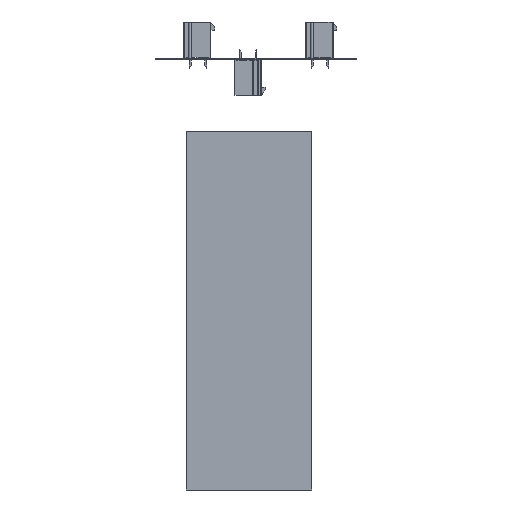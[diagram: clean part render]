
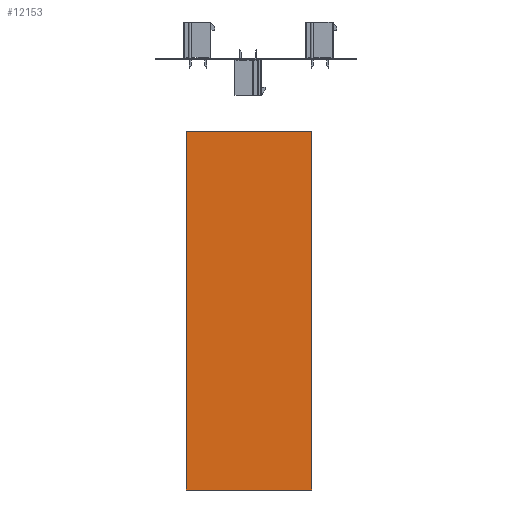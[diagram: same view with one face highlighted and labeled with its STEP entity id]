
A CAD part, left-side view. The second image highlights one B-rep face of the part: STEP entity #12153.
In plain terms, the highlighted planar face has unit normal (-1, 0, 0).
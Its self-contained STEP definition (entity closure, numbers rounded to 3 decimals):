
#12153 = ADVANCED_FACE('',(#12154),#12168,.T.);
#12154 = FACE_BOUND('',#12155,.T.);
#12155 = EDGE_LOOP('',(#12156,#12191,#12219,#12247));
#12156 = ORIENTED_EDGE('',*,*,#12157,.T.);
#12157 = EDGE_CURVE('',#12158,#12160,#12162,.T.);
#12158 = VERTEX_POINT('',#12159);
#12159 = CARTESIAN_POINT('',(-7.938,-22.225,0.));
#12160 = VERTEX_POINT('',#12161);
#12161 = CARTESIAN_POINT('',(-7.938,-22.225,127.));
#12162 = SURFACE_CURVE('',#12163,(#12167,#12179),.PCURVE_S1.);
#12163 = LINE('',#12164,#12165);
#12164 = CARTESIAN_POINT('',(-7.938,-22.225,0.));
#12165 = VECTOR('',#12166,1.);
#12166 = DIRECTION('',(0.,0.,1.));
#12167 = PCURVE('',#12168,#12173);
#12168 = PLANE('',#12169);
#12169 = AXIS2_PLACEMENT_3D('',#12170,#12171,#12172);
#12170 = CARTESIAN_POINT('',(-7.938,-22.225,0.));
#12171 = DIRECTION('',(-1.,0.,0.));
#12172 = DIRECTION('',(0.,1.,0.));
#12173 = DEFINITIONAL_REPRESENTATION('',(#12174),#12178);
#12174 = LINE('',#12175,#12176);
#12175 = CARTESIAN_POINT('',(0.,0.));
#12176 = VECTOR('',#12177,1.);
#12177 = DIRECTION('',(0.,-1.));
#12178 = ( GEOMETRIC_REPRESENTATION_CONTEXT(2) 
PARAMETRIC_REPRESENTATION_CONTEXT() REPRESENTATION_CONTEXT('2D SPACE',''
  ) );
#12179 = PCURVE('',#12180,#12185);
#12180 = PLANE('',#12181);
#12181 = AXIS2_PLACEMENT_3D('',#12182,#12183,#12184);
#12182 = CARTESIAN_POINT('',(7.938,-22.225,0.));
#12183 = DIRECTION('',(0.,-1.,0.));
#12184 = DIRECTION('',(-1.,0.,0.));
#12185 = DEFINITIONAL_REPRESENTATION('',(#12186),#12190);
#12186 = LINE('',#12187,#12188);
#12187 = CARTESIAN_POINT('',(15.875,0.));
#12188 = VECTOR('',#12189,1.);
#12189 = DIRECTION('',(0.,-1.));
#12190 = ( GEOMETRIC_REPRESENTATION_CONTEXT(2) 
PARAMETRIC_REPRESENTATION_CONTEXT() REPRESENTATION_CONTEXT('2D SPACE',''
  ) );
#12191 = ORIENTED_EDGE('',*,*,#12192,.T.);
#12192 = EDGE_CURVE('',#12160,#12193,#12195,.T.);
#12193 = VERTEX_POINT('',#12194);
#12194 = CARTESIAN_POINT('',(-7.938,22.225,127.));
#12195 = SURFACE_CURVE('',#12196,(#12200,#12207),.PCURVE_S1.);
#12196 = LINE('',#12197,#12198);
#12197 = CARTESIAN_POINT('',(-7.938,-22.225,127.));
#12198 = VECTOR('',#12199,1.);
#12199 = DIRECTION('',(0.,1.,0.));
#12200 = PCURVE('',#12168,#12201);
#12201 = DEFINITIONAL_REPRESENTATION('',(#12202),#12206);
#12202 = LINE('',#12203,#12204);
#12203 = CARTESIAN_POINT('',(0.,-127.));
#12204 = VECTOR('',#12205,1.);
#12205 = DIRECTION('',(1.,0.));
#12206 = ( GEOMETRIC_REPRESENTATION_CONTEXT(2) 
PARAMETRIC_REPRESENTATION_CONTEXT() REPRESENTATION_CONTEXT('2D SPACE',''
  ) );
#12207 = PCURVE('',#12208,#12213);
#12208 = PLANE('',#12209);
#12209 = AXIS2_PLACEMENT_3D('',#12210,#12211,#12212);
#12210 = CARTESIAN_POINT('',(-7.938,-22.225,127.));
#12211 = DIRECTION('',(0.,0.,1.));
#12212 = DIRECTION('',(1.,0.,0.));
#12213 = DEFINITIONAL_REPRESENTATION('',(#12214),#12218);
#12214 = LINE('',#12215,#12216);
#12215 = CARTESIAN_POINT('',(0.,0.));
#12216 = VECTOR('',#12217,1.);
#12217 = DIRECTION('',(0.,1.));
#12218 = ( GEOMETRIC_REPRESENTATION_CONTEXT(2) 
PARAMETRIC_REPRESENTATION_CONTEXT() REPRESENTATION_CONTEXT('2D SPACE',''
  ) );
#12219 = ORIENTED_EDGE('',*,*,#12220,.F.);
#12220 = EDGE_CURVE('',#12221,#12193,#12223,.T.);
#12221 = VERTEX_POINT('',#12222);
#12222 = CARTESIAN_POINT('',(-7.938,22.225,0.));
#12223 = SURFACE_CURVE('',#12224,(#12228,#12235),.PCURVE_S1.);
#12224 = LINE('',#12225,#12226);
#12225 = CARTESIAN_POINT('',(-7.938,22.225,0.));
#12226 = VECTOR('',#12227,1.);
#12227 = DIRECTION('',(0.,0.,1.));
#12228 = PCURVE('',#12168,#12229);
#12229 = DEFINITIONAL_REPRESENTATION('',(#12230),#12234);
#12230 = LINE('',#12231,#12232);
#12231 = CARTESIAN_POINT('',(44.45,0.));
#12232 = VECTOR('',#12233,1.);
#12233 = DIRECTION('',(0.,-1.));
#12234 = ( GEOMETRIC_REPRESENTATION_CONTEXT(2) 
PARAMETRIC_REPRESENTATION_CONTEXT() REPRESENTATION_CONTEXT('2D SPACE',''
  ) );
#12235 = PCURVE('',#12236,#12241);
#12236 = PLANE('',#12237);
#12237 = AXIS2_PLACEMENT_3D('',#12238,#12239,#12240);
#12238 = CARTESIAN_POINT('',(-7.938,22.225,0.));
#12239 = DIRECTION('',(0.,1.,0.));
#12240 = DIRECTION('',(1.,0.,0.));
#12241 = DEFINITIONAL_REPRESENTATION('',(#12242),#12246);
#12242 = LINE('',#12243,#12244);
#12243 = CARTESIAN_POINT('',(0.,0.));
#12244 = VECTOR('',#12245,1.);
#12245 = DIRECTION('',(0.,-1.));
#12246 = ( GEOMETRIC_REPRESENTATION_CONTEXT(2) 
PARAMETRIC_REPRESENTATION_CONTEXT() REPRESENTATION_CONTEXT('2D SPACE',''
  ) );
#12247 = ORIENTED_EDGE('',*,*,#12248,.F.);
#12248 = EDGE_CURVE('',#12158,#12221,#12249,.T.);
#12249 = SURFACE_CURVE('',#12250,(#12254,#12261),.PCURVE_S1.);
#12250 = LINE('',#12251,#12252);
#12251 = CARTESIAN_POINT('',(-7.938,-22.225,0.));
#12252 = VECTOR('',#12253,1.);
#12253 = DIRECTION('',(0.,1.,0.));
#12254 = PCURVE('',#12168,#12255);
#12255 = DEFINITIONAL_REPRESENTATION('',(#12256),#12260);
#12256 = LINE('',#12257,#12258);
#12257 = CARTESIAN_POINT('',(0.,0.));
#12258 = VECTOR('',#12259,1.);
#12259 = DIRECTION('',(1.,0.));
#12260 = ( GEOMETRIC_REPRESENTATION_CONTEXT(2) 
PARAMETRIC_REPRESENTATION_CONTEXT() REPRESENTATION_CONTEXT('2D SPACE',''
  ) );
#12261 = PCURVE('',#12262,#12267);
#12262 = PLANE('',#12263);
#12263 = AXIS2_PLACEMENT_3D('',#12264,#12265,#12266);
#12264 = CARTESIAN_POINT('',(-7.938,-22.225,0.));
#12265 = DIRECTION('',(0.,0.,1.));
#12266 = DIRECTION('',(1.,0.,0.));
#12267 = DEFINITIONAL_REPRESENTATION('',(#12268),#12272);
#12268 = LINE('',#12269,#12270);
#12269 = CARTESIAN_POINT('',(0.,0.));
#12270 = VECTOR('',#12271,1.);
#12271 = DIRECTION('',(0.,1.));
#12272 = ( GEOMETRIC_REPRESENTATION_CONTEXT(2) 
PARAMETRIC_REPRESENTATION_CONTEXT() REPRESENTATION_CONTEXT('2D SPACE',''
  ) );
